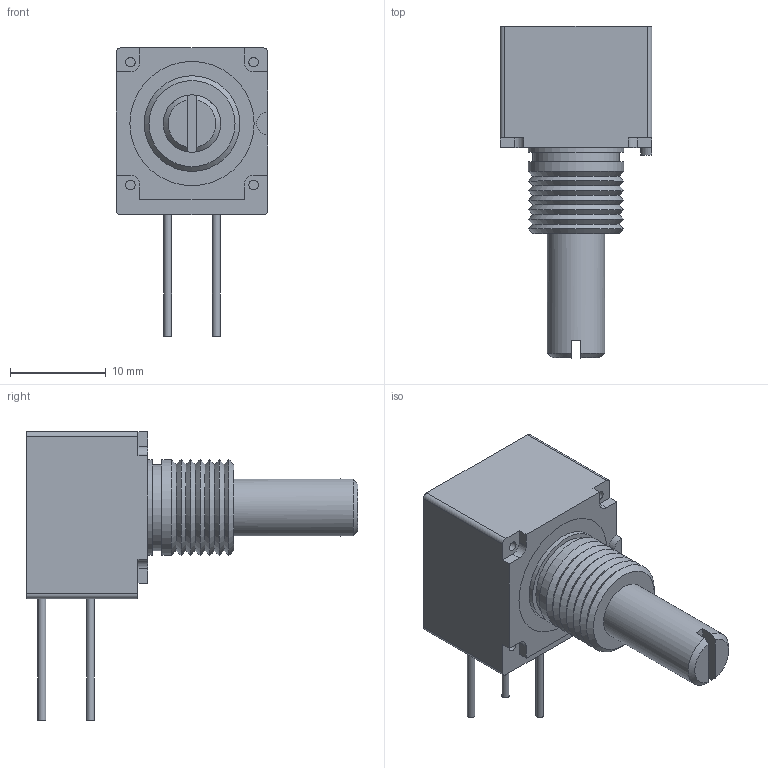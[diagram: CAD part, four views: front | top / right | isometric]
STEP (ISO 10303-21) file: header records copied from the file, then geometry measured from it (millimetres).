
FILE_DESCRIPTION(/* description */ (''),/* implementation_level */ '2;1');
FILE_NAME(/* name */ 'TRIM_BOURNS_93R1A-R22.stp',/* time_stamp */ '2016-11-01T14:53:47+01:00',/* author */ ('riccim'),/* organization */ ('SolidWorks'),/* preprocessor_version */ 'ST-DEVELOPER v15.5',/* originating_system */ 'AutoCAD Mechanical',/* authorisation */ ' ');
FILE_SCHEMA (('AUTOMOTIVE_DESIGN { 1 0 10303 214 3 1 1 }'));
Length unit declared in the file: millimetre
Products named in the file (1): Product
Bounding box: 15.88 x 34.7 x 30.15 mm (x, y, z)
Volume: 4480.9 mm3; surface area: 2827.6 mm2
Topology: 6 solids, 6 shells, 82 faces, 170 edges, 109 vertices
Faces by surface type: plane 43, cylinder 24, cone 15
Full cylindrical faces by diameter (mm): 0.81 x3, 1 x4, 6 x2, 9 x1, 10 x2, 13 x2
Entity records: 2062 total; most frequent: DIRECTION 370, CARTESIAN_POINT 341, ORIENTED_EDGE 284, AXIS2_PLACEMENT_3D 149, EDGE_CURVE 142, EDGE_LOOP 118, VERTEX_POINT 108, FACE_OUTER_BOUND 82
